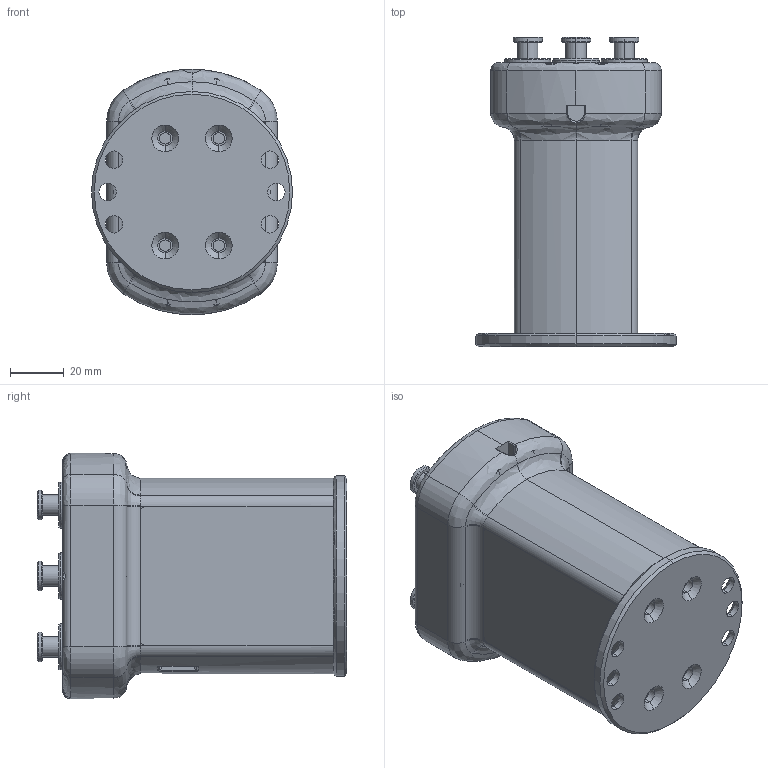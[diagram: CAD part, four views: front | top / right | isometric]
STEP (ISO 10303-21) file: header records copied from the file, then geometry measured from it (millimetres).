
FILE_DESCRIPTION (( 'STEP AP203' ), '1' );
FILE_NAME ('柲芛12.4.STEP', '2021-12-04T04:10:37', ( '' ), ( '' ), 'SwSTEP 2.0', 'SolidWorks 2020', '' );
FILE_SCHEMA (( 'CONFIG_CONTROL_DESIGN' ));
Length unit declared in the file: millimetre
Products named in the file (1): 柲芛12.4
Bounding box: 75 x 115.5 x 91.6 mm (x, y, z)
Volume: 383788 mm3; surface area: 40990.7 mm2
Topology: 1 solids, 14 shells, 412 faces, 906 edges, 534 vertices
Faces by surface type: cylinder 162, cone 124, plane 90, bspline 35, torus 1
Entity records: 13033 total; most frequent: CARTESIAN_POINT 3929, DIRECTION 2025, ORIENTED_EDGE 1784, EDGE_CURVE 892, AXIS2_PLACEMENT_3D 838, VERTEX_POINT 534, CIRCLE 460, EDGE_LOOP 450
